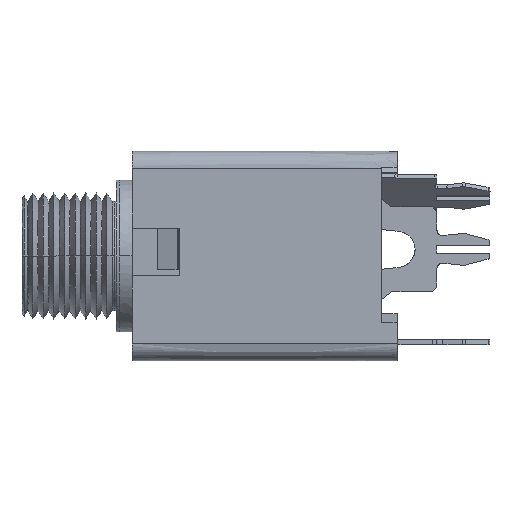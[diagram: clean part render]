
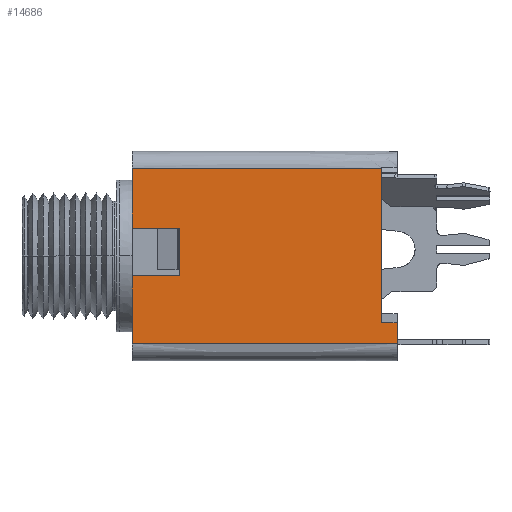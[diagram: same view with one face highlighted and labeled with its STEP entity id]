
A CAD part, left-side view. The second image highlights one B-rep face of the part: STEP entity #14686.
In plain terms, the highlighted planar face has unit normal (-1, 0, 0).
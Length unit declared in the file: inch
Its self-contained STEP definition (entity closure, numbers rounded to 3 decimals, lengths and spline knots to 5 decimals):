
#140 = ORIENTED_EDGE ( 'NONE', *, *, #8772, .F. ) ;
#189 = LINE ( 'NONE', #16685, #15306 ) ;
#192 = LINE ( 'NONE', #19503, #14736 ) ;
#238 = CARTESIAN_POINT ( 'NONE',  ( -0.31102, 0.64567, 0. ) ) ;
#455 = LINE ( 'NONE', #238, #11682 ) ;
#928 = EDGE_CURVE ( 'NONE', #8756, #3809, #9655, .T. ) ;
#981 = CARTESIAN_POINT ( 'NONE',  ( -0.31102, 0.3937, -0.19882 ) ) ;
#1019 = CARTESIAN_POINT ( 'NONE',  ( -0.31102, 0., 0. ) ) ;
#1348 = CARTESIAN_POINT ( 'NONE',  ( -0.31102, 0.7874, 0.08268 ) ) ;
#1428 = LINE ( 'NONE', #9334, #18769 ) ;
#1505 = DIRECTION ( 'NONE',  ( 0., 0., -1. ) ) ;
#1740 = CARTESIAN_POINT ( 'NONE',  ( -0.31102, 0.04724, -0.19882 ) ) ;
#2035 = ORIENTED_EDGE ( 'NONE', *, *, #7347, .T. ) ;
#2038 = ORIENTED_EDGE ( 'NONE', *, *, #18269, .F. ) ;
#2329 = VECTOR ( 'NONE', #1505, 39.37008 ) ;
#2924 = DIRECTION ( 'NONE',  ( 0., 0., 1. ) ) ;
#2935 = CARTESIAN_POINT ( 'NONE',  ( -0.31102, 0.7874, -0.25984 ) ) ;
#3790 = DIRECTION ( 'NONE',  ( 0., 0., 1. ) ) ;
#3809 = VERTEX_POINT ( 'NONE', #1348 ) ;
#3834 = DIRECTION ( 'NONE',  ( 0., -1., 0. ) ) ;
#3926 = VECTOR ( 'NONE', #17534, 39.37008 ) ;
#3976 = EDGE_CURVE ( 'NONE', #19840, #13317, #5607, .T. ) ;
#4292 = CARTESIAN_POINT ( 'NONE',  ( -0.31102, 0.04724, 0.25984 ) ) ;
#4400 = LINE ( 'NONE', #981, #19267 ) ;
#4838 = VERTEX_POINT ( 'NONE', #13814 ) ;
#5107 = CARTESIAN_POINT ( 'NONE',  ( -0.31102, 0.7874, -0.05906 ) ) ;
#5607 = LINE ( 'NONE', #1019, #3926 ) ;
#5669 = LINE ( 'NONE', #13807, #20904 ) ;
#6057 = ORIENTED_EDGE ( 'NONE', *, *, #16406, .T. ) ;
#6114 = CARTESIAN_POINT ( 'NONE',  ( -0.31102, 0.80315, -0.27024 ) ) ;
#6605 = EDGE_CURVE ( 'NONE', #20008, #17324, #9197, .T. ) ;
#7258 = DIRECTION ( 'NONE',  ( 0., -1., 0. ) ) ;
#7321 = VERTEX_POINT ( 'NONE', #2935 ) ;
#7347 = EDGE_CURVE ( 'NONE', #16334, #7321, #1428, .T. ) ;
#7613 = CARTESIAN_POINT ( 'NONE',  ( -0.31102, 0.3937, 0.08268 ) ) ;
#7726 = DIRECTION ( 'NONE',  ( 0., 0., -1. ) ) ;
#7751 = CARTESIAN_POINT ( 'NONE',  ( -0.31102, 0.7874, 0. ) ) ;
#8756 = VERTEX_POINT ( 'NONE', #18421 ) ;
#8772 = EDGE_CURVE ( 'NONE', #16334, #17157, #189, .T. ) ;
#8903 = CARTESIAN_POINT ( 'NONE',  ( -0.31102, 0., -0.25984 ) ) ;
#9197 = LINE ( 'NONE', #11129, #2329 ) ;
#9334 = CARTESIAN_POINT ( 'NONE',  ( -0.31102, 0.7874, 0. ) ) ;
#9655 = LINE ( 'NONE', #7613, #15477 ) ;
#10591 = DIRECTION ( 'NONE',  ( 0., -1., 0. ) ) ;
#11050 = EDGE_CURVE ( 'NONE', #4838, #3809, #14404, .T. ) ;
#11129 = CARTESIAN_POINT ( 'NONE',  ( -0.31102, 0.04724, 0. ) ) ;
#11674 = ORIENTED_EDGE ( 'NONE', *, *, #6605, .F. ) ;
#11682 = VECTOR ( 'NONE', #3790, 39.37008 ) ;
#12100 = ORIENTED_EDGE ( 'NONE', *, *, #11050, .T. ) ;
#12975 = DIRECTION ( 'NONE',  ( 1., 0., 0. ) ) ;
#13317 = VERTEX_POINT ( 'NONE', #8903 ) ;
#13330 = ORIENTED_EDGE ( 'NONE', *, *, #928, .F. ) ;
#13762 = ORIENTED_EDGE ( 'NONE', *, *, #3976, .F. ) ;
#13807 = CARTESIAN_POINT ( 'NONE',  ( -0.31102, 0.3937, 0.25984 ) ) ;
#13814 = CARTESIAN_POINT ( 'NONE',  ( -0.31102, 0.7874, 0.25984 ) ) ;
#14076 = ORIENTED_EDGE ( 'NONE', *, *, #15634, .F. ) ;
#14263 = FACE_OUTER_BOUND ( 'NONE', #20766, .T. ) ;
#14355 = VECTOR ( 'NONE', #20756, 39.37008 ) ;
#14404 = LINE ( 'NONE', #7751, #14355 ) ;
#14490 = DIRECTION ( 'NONE',  ( 0., 1., 0. ) ) ;
#14686 = ADVANCED_FACE ( 'NONE', ( #14263 ), #20820, .F. ) ;
#14736 = VECTOR ( 'NONE', #16584, 39.37008 ) ;
#15306 = VECTOR ( 'NONE', #3834, 39.37008 ) ;
#15477 = VECTOR ( 'NONE', #14490, 39.37008 ) ;
#15634 = EDGE_CURVE ( 'NONE', #4838, #20008, #5669, .T. ) ;
#16334 = VERTEX_POINT ( 'NONE', #5107 ) ;
#16406 = EDGE_CURVE ( 'NONE', #7321, #13317, #192, .T. ) ;
#16407 = CARTESIAN_POINT ( 'NONE',  ( -0.31102, 0., -0.19882 ) ) ;
#16584 = DIRECTION ( 'NONE',  ( 0., -1., 0. ) ) ;
#16685 = CARTESIAN_POINT ( 'NONE',  ( -0.31102, 0.3937, -0.05906 ) ) ;
#16766 = AXIS2_PLACEMENT_3D ( 'NONE', #6114, #12975, #2924 ) ;
#17068 = EDGE_CURVE ( 'NONE', #17157, #8756, #455, .T. ) ;
#17157 = VERTEX_POINT ( 'NONE', #18895 ) ;
#17324 = VERTEX_POINT ( 'NONE', #1740 ) ;
#17534 = DIRECTION ( 'NONE',  ( 0., 0., -1. ) ) ;
#18269 = EDGE_CURVE ( 'NONE', #17324, #19840, #4400, .T. ) ;
#18421 = CARTESIAN_POINT ( 'NONE',  ( -0.31102, 0.64567, 0.08268 ) ) ;
#18769 = VECTOR ( 'NONE', #7726, 39.37008 ) ;
#18895 = CARTESIAN_POINT ( 'NONE',  ( -0.31102, 0.64567, -0.05906 ) ) ;
#19267 = VECTOR ( 'NONE', #10591, 39.37008 ) ;
#19503 = CARTESIAN_POINT ( 'NONE',  ( -0.31102, 0.3937, -0.25984 ) ) ;
#19840 = VERTEX_POINT ( 'NONE', #16407 ) ;
#20008 = VERTEX_POINT ( 'NONE', #4292 ) ;
#20423 = ORIENTED_EDGE ( 'NONE', *, *, #17068, .F. ) ;
#20756 = DIRECTION ( 'NONE',  ( 0., 0., -1. ) ) ;
#20766 = EDGE_LOOP ( 'NONE', ( #12100, #13330, #20423, #140, #2035, #6057, #13762, #2038, #11674, #14076 ) ) ;
#20820 = PLANE ( 'NONE',  #16766 ) ;
#20904 = VECTOR ( 'NONE', #7258, 39.37008 ) ;
